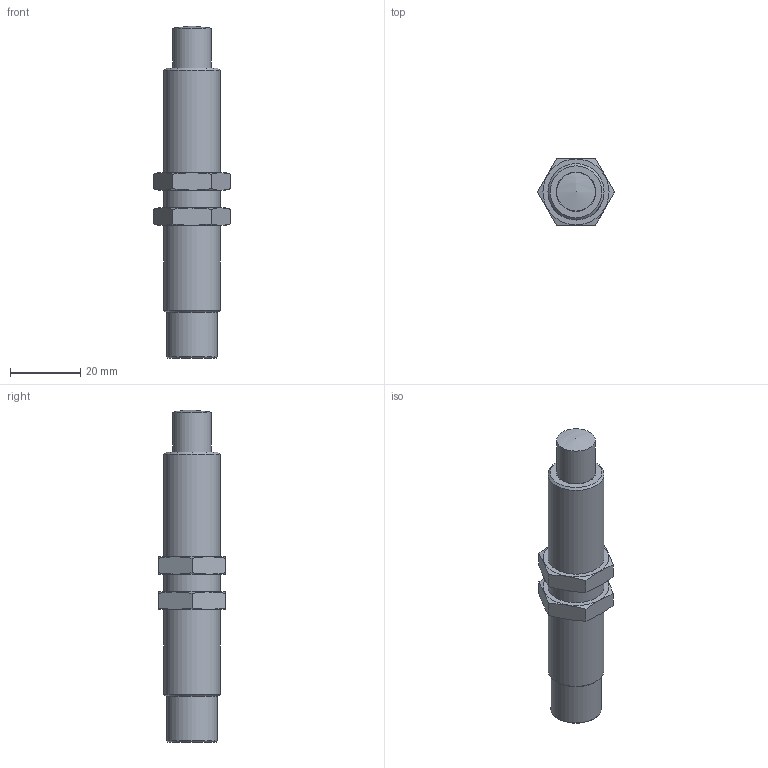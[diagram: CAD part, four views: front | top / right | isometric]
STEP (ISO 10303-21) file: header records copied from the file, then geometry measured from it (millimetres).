
FILE_DESCRIPTION(/* description */ ('STEP AP214'),/* implementation_level */ '2;1');
FILE_NAME(/* name */ '548014_DYSC-12-12-Y1F',/* time_stamp */ '2024-08-23T15:54:04+02:00',/* author */ ('License CC BY-ND 4.0'),/* organization */ ('CADENAS'),/* preprocessor_version */ 'ST-DEVELOPER v19.3',/* originating_system */ 'PARTsolutions',/* authorisation */ ' ');
FILE_SCHEMA (('AUTOMOTIVE_DESIGN {1 0 10303 214 3 1 1}'));
Length unit declared in the file: millimetre
Products named in the file (3): 548014 DYSC-12-12-Y1F---(0); 548014 DYSC-12-12-Y1F---(SD_0); 348988 SPZ-25-P-A M16X1-5-19
Assembly tree (3 placements, depth 2):
  548014 DYSC-12-12-Y1F---(0)
    548014 DYSC-12-12-Y1F---(SD_0)
    348988 SPZ-25-P-A M16X1-5-19  x2
Bounding box: 21.94 x 19 x 94.5 mm (x, y, z)
Volume: 17687.8 mm3; surface area: 7234.8 mm2
Topology: 3 solids, 3 shells, 48 faces, 106 edges, 68 vertices
Faces by surface type: plane 28, cone 12, cylinder 7, sphere 1
Full cylindrical faces by diameter (mm): 6 x1, 11 x2, 14.5 x1, 14.917 x2, 16 x1
Entity records: 941 total; most frequent: CARTESIAN_POINT 187, DIRECTION 142, ORIENTED_EDGE 112, AXIS2_PLACEMENT_3D 59, EDGE_CURVE 56, EDGE_LOOP 56, FACE_BOUND 56, VERTEX_POINT 44
